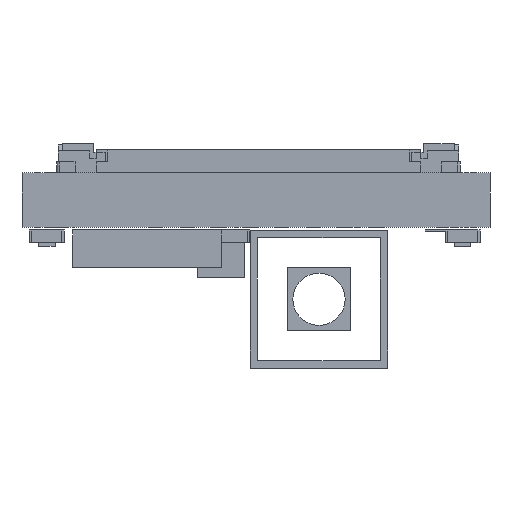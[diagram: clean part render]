
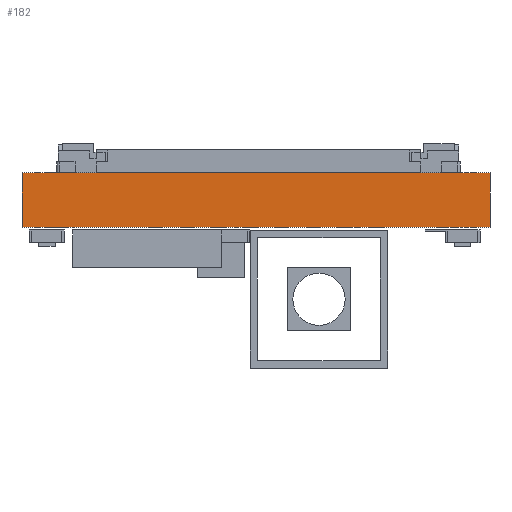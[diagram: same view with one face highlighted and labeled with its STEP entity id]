
A CAD part, front view. The second image highlights one B-rep face of the part: STEP entity #182.
In plain terms, the highlighted planar face has unit normal (0, -1, 0).
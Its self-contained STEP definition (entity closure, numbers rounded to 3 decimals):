
#84 = EDGE_CURVE('',#85,#87,#89,.T.);
#85 = VERTEX_POINT('',#86);
#86 = CARTESIAN_POINT('',(-9.4,-0.008,-1.098
    ));
#87 = VERTEX_POINT('',#88);
#88 = CARTESIAN_POINT('',(-9.4,-0.008,0.));
#89 = LINE('',#90,#91);
#90 = CARTESIAN_POINT('',(-9.4,-0.008,-1.098
    ));
#91 = VECTOR('',#92,1.);
#92 = DIRECTION('',(0.,0.,1.));
#157 = VERTEX_POINT('',#158);
#158 = CARTESIAN_POINT('',(0.,-0.008,0.));
#164 = EDGE_CURVE('',#165,#157,#167,.T.);
#165 = VERTEX_POINT('',#166);
#166 = CARTESIAN_POINT('',(0.,-0.008,-1.098));
#167 = LINE('',#168,#169);
#168 = CARTESIAN_POINT('',(0.,-0.008,-1.098));
#169 = VECTOR('',#170,1.);
#170 = DIRECTION('',(0.,0.,1.));
#182 = ADVANCED_FACE('',(#183),#199,.T.);
#183 = FACE_BOUND('',#184,.T.);
#184 = EDGE_LOOP('',(#185,#186,#192,#193));
#185 = ORIENTED_EDGE('',*,*,#164,.T.);
#186 = ORIENTED_EDGE('',*,*,#187,.T.);
#187 = EDGE_CURVE('',#157,#87,#188,.T.);
#188 = LINE('',#189,#190);
#189 = CARTESIAN_POINT('',(0.,-0.008,0.));
#190 = VECTOR('',#191,1.);
#191 = DIRECTION('',(-1.,0.,0.));
#192 = ORIENTED_EDGE('',*,*,#84,.F.);
#193 = ORIENTED_EDGE('',*,*,#194,.F.);
#194 = EDGE_CURVE('',#165,#85,#195,.T.);
#195 = LINE('',#196,#197);
#196 = CARTESIAN_POINT('',(0.,-0.008,-1.098));
#197 = VECTOR('',#198,1.);
#198 = DIRECTION('',(-1.,0.,0.));
#199 = PLANE('',#200);
#200 = AXIS2_PLACEMENT_3D('',#201,#202,#203);
#201 = CARTESIAN_POINT('',(0.,-0.008,-1.098));
#202 = DIRECTION('',(0.,-1.,0.));
#203 = DIRECTION('',(-1.,0.,0.));
